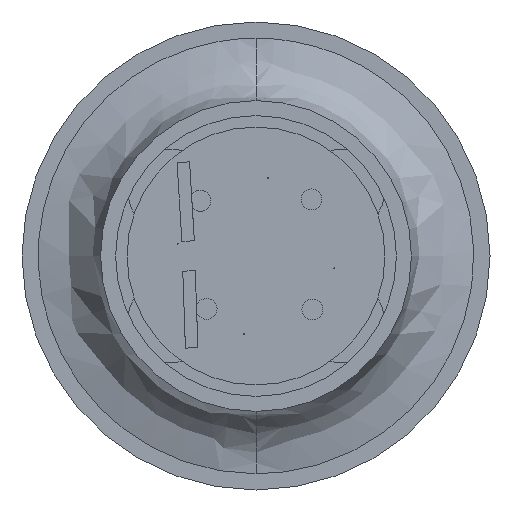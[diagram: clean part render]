
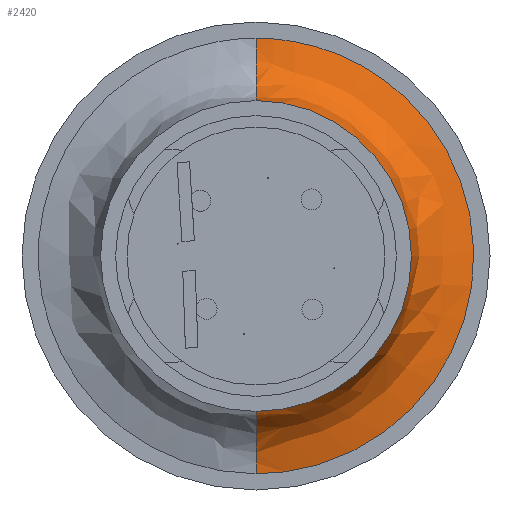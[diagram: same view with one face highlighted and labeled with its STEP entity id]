
A CAD part, front view. The second image highlights one B-rep face of the part: STEP entity #2420.
In plain terms, the highlighted free-form (B-spline) face has degree [3, 3] with [4, 4] control points.
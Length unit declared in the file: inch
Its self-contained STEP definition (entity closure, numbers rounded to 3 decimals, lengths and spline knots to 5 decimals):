
#83 = CARTESIAN_POINT ( 'NONE',  ( 0., -0.035, 0.5235 ) ) ;
#203 = CARTESIAN_POINT ( 'NONE',  ( 0., -0.185, 0.5235 ) ) ;
#204 = DIRECTION ( 'NONE',  ( 1., 0., 0. ) ) ;
#205 = DIRECTION ( 'NONE',  ( 0., 0., 1. ) ) ;
#226 = CARTESIAN_POINT ( 'NONE',  ( 0., -0.185, 0. ) ) ;
#227 = DIRECTION ( 'NONE',  ( 0., -1., 0. ) ) ;
#228 = DIRECTION ( 'NONE',  ( 0., 0., 1. ) ) ;
#843 = CARTESIAN_POINT ( 'NONE',  ( 0., -0.185, -0.3735 ) ) ;
#888 = CARTESIAN_POINT ( 'NONE',  ( 0., -0.185, 0.3735 ) ) ;
#963 = CARTESIAN_POINT ( 'NONE',  ( 0., -0.185, -0.5235 ) ) ;
#964 = DIRECTION ( 'NONE',  ( -1., 0., 0. ) ) ;
#965 = DIRECTION ( 'NONE',  ( 0., 0., -1. ) ) ;
#979 = CARTESIAN_POINT ( 'NONE',  ( 0., -0.035, -0.5235 ) ) ;
#1001 = CARTESIAN_POINT ( 'NONE',  ( 0., -0.035, -0.5235 ) ) ;
#1004 = CARTESIAN_POINT ( 'NONE',  ( 1.047, -0.035, -0.5235 ) ) ;
#1005 = CARTESIAN_POINT ( 'NONE',  ( 1.047, -0.035, 0.5235 ) ) ;
#1006 = CARTESIAN_POINT ( 'NONE',  ( 0., -0.035, 0.5235 ) ) ;
#2420 = ADVANCED_FACE ( 'NONE', ( #6725 ), #4264, .F. ) ;
#3130 = CIRCLE ( 'NONE', #7562, 0.15 ) ;
#3197 = CIRCLE ( 'NONE', #7538, 0.15 ) ;
#3208 = CIRCLE ( 'NONE', #7533, 0.3735 ) ;
#3386 = EDGE_LOOP ( 'NONE', ( #7969, #7772, #7949, #7858 ) ) ;
#4264 =( BOUNDED_SURFACE ( )  B_SPLINE_SURFACE ( 3, 3, ( 
 ( #4797, #4800, #4794, #4793 ),
 ( #4792, #4791, #4789, #4787 ),
 ( #4785, #4784, #4783, #4782 ),
 ( #4780, #4779, #4778, #4775 ) ),
 .UNSPECIFIED., .F., .F., .F. ) 
 B_SPLINE_SURFACE_WITH_KNOTS ( ( 4, 4 ),
 ( 4, 4 ),
 ( 0., 1. ),
 ( 0., 1. ),
 .UNSPECIFIED. ) 
 GEOMETRIC_REPRESENTATION_ITEM ( )  RATIONAL_B_SPLINE_SURFACE ( (
 ( 1., 0.333, 0.333, 1.),
 ( 0.805, 0.268, 0.268, 0.805),
 ( 0.805, 0.268, 0.268, 0.805),
 ( 1., 0.333, 0.333, 1.) ) ) 
 REPRESENTATION_ITEM ( '' )  SURFACE ( )  );
#4273 =( BOUNDED_CURVE ( )  B_SPLINE_CURVE ( 3, ( #1001, #1004, #1005, #1006 ),
 .UNSPECIFIED., .F., .T. ) 
 B_SPLINE_CURVE_WITH_KNOTS ( ( 4, 4 ),
 ( 0., 1. ),
 .UNSPECIFIED. ) 
 CURVE ( )  GEOMETRIC_REPRESENTATION_ITEM ( )  RATIONAL_B_SPLINE_CURVE ( ( 1., 0.333, 0.333, 1. ) ) 
 REPRESENTATION_ITEM ( '' )  );
#4775 = CARTESIAN_POINT ( 'NONE',  ( 0., -0.035, -0.5235 ) ) ;
#4778 = CARTESIAN_POINT ( 'NONE',  ( 1.047, -0.035, -0.5235 ) ) ;
#4779 = CARTESIAN_POINT ( 'NONE',  ( 1.047, -0.035, 0.5235 ) ) ;
#4780 = CARTESIAN_POINT ( 'NONE',  ( 0., -0.035, 0.5235 ) ) ;
#4782 = CARTESIAN_POINT ( 'NONE',  ( 0., -0.035, -0.43563 ) ) ;
#4783 = CARTESIAN_POINT ( 'NONE',  ( 0.87126, -0.035, -0.43563 ) ) ;
#4784 = CARTESIAN_POINT ( 'NONE',  ( 0.87126, -0.035, 0.43563 ) ) ;
#4785 = CARTESIAN_POINT ( 'NONE',  ( 0., -0.035, 0.43563 ) ) ;
#4787 = CARTESIAN_POINT ( 'NONE',  ( 0., -0.09713, -0.3735 ) ) ;
#4789 = CARTESIAN_POINT ( 'NONE',  ( 0.747, -0.09713, -0.3735 ) ) ;
#4791 = CARTESIAN_POINT ( 'NONE',  ( 0.747, -0.09713, 0.3735 ) ) ;
#4792 = CARTESIAN_POINT ( 'NONE',  ( 0., -0.09713, 0.3735 ) ) ;
#4793 = CARTESIAN_POINT ( 'NONE',  ( 0., -0.185, -0.3735 ) ) ;
#4794 = CARTESIAN_POINT ( 'NONE',  ( 0.747, -0.185, -0.3735 ) ) ;
#4797 = CARTESIAN_POINT ( 'NONE',  ( 0., -0.185, 0.3735 ) ) ;
#4800 = CARTESIAN_POINT ( 'NONE',  ( 0.747, -0.185, 0.3735 ) ) ;
#6725 = FACE_OUTER_BOUND ( 'NONE', #3386, .T. ) ;
#7533 = AXIS2_PLACEMENT_3D ( 'NONE', #226, #227, #228 ) ;
#7538 = AXIS2_PLACEMENT_3D ( 'NONE', #203, #204, #205 ) ;
#7562 = AXIS2_PLACEMENT_3D ( 'NONE', #963, #964, #965 ) ;
#7772 = ORIENTED_EDGE ( 'NONE', *, *, #8590, .T. ) ;
#7858 = ORIENTED_EDGE ( 'NONE', *, *, #9003, .F. ) ;
#7949 = ORIENTED_EDGE ( 'NONE', *, *, #8716, .T. ) ;
#7969 = ORIENTED_EDGE ( 'NONE', *, *, #9017, .F. ) ;
#8325 = VERTEX_POINT ( 'NONE', #843 ) ;
#8398 = VERTEX_POINT ( 'NONE', #888 ) ;
#8590 = EDGE_CURVE ( 'NONE', #8325, #8682, #3130, .T. ) ;
#8682 = VERTEX_POINT ( 'NONE', #979 ) ;
#8716 = EDGE_CURVE ( 'NONE', #8682, #8922, #4273, .T. ) ;
#8922 = VERTEX_POINT ( 'NONE', #83 ) ;
#9003 = EDGE_CURVE ( 'NONE', #8398, #8922, #3197, .T. ) ;
#9017 = EDGE_CURVE ( 'NONE', #8325, #8398, #3208, .T. ) ;
